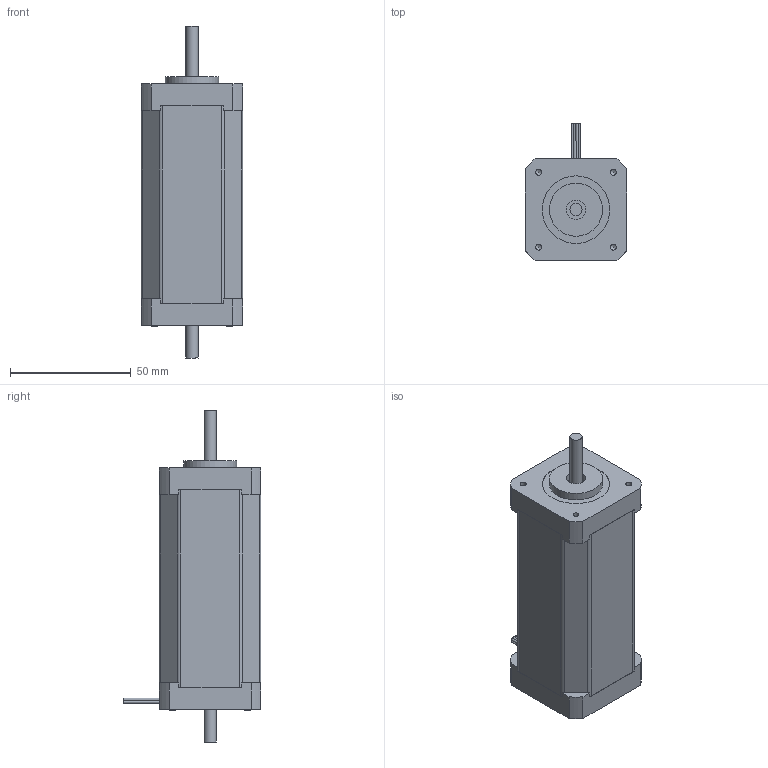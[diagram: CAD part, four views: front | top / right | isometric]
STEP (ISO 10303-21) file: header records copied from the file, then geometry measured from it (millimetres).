
FILE_DESCRIPTION(/* description */ (''),/* implementation_level */ '2;1');
FILE_NAME(/* name */ 'DB42C.stp',/* time_stamp */ '2017-09-14T10:10:48+02:00',/* author */ ('angelika.schneid'),/* organization */ (''),/* preprocessor_version */ 'ST-DEVELOPER v16.5',/* originating_system */ 'Autodesk Inventor 2017',/* authorisation */ '');
FILE_SCHEMA (('AUTOMOTIVE_DESIGN { 1 0 10303 214 3 1 1 }'));
Length unit declared in the file: millimetre
Products named in the file (1): DB42C
Bounding box: 42 x 57 x 137.5 mm (x, y, z)
Volume: 160771.1 mm3; surface area: 30996.2 mm2
Topology: 17 solids, 17 shells, 259 faces, 598 edges, 376 vertices
Faces by surface type: plane 110, cylinder 71, cone 54, torus 20, sphere 4
Full cylindrical faces by diameter (mm): 1 x4, 2.013 x2, 2.459 x4, 2.7 x4, 2.729 x4, 3 x4, 5 x4, 6 x4, 8 x2, 10 x1, 22 x1, 28 x1
Entity records: 7268 total; most frequent: CARTESIAN_POINT 1415, DIRECTION 1282, ORIENTED_EDGE 1064, AXIS2_PLACEMENT_3D 548, EDGE_CURVE 522, VERTEX_POINT 361, EDGE_LOOP 347, FACE_OUTER_BOUND 259
